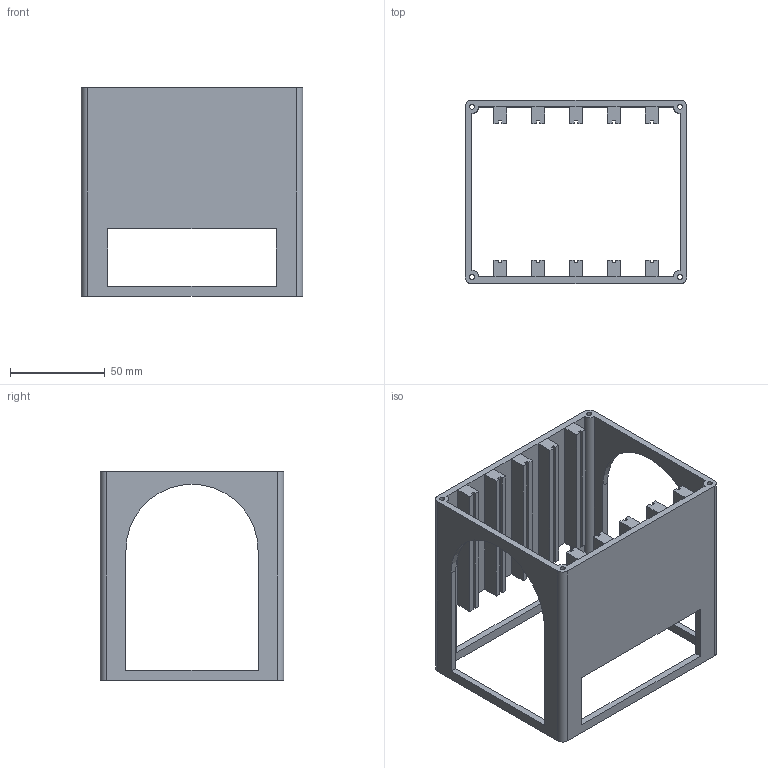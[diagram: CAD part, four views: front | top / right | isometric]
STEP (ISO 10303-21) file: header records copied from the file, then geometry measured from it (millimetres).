
FILE_DESCRIPTION(('FreeCAD Model'),'2;1');
FILE_NAME('Open CASCADE Shape Model','2023-07-10T15:57:14',(''),(''), 'Open CASCADE STEP processor 7.6','FreeCAD','Unknown');
FILE_SCHEMA(('AUTOMOTIVE_DESIGN { 1 0 10303 214 1 1 1 1 }'));
Length unit declared in the file: millimetre
Products named in the file (1): Rail Body
Bounding box: 117 x 97 x 110 mm (x, y, z)
Volume: 139601 mm3; surface area: 80566 mm2
Topology: 1 solids, 1 shells, 126 faces, 358 edges, 232 vertices
Faces by surface type: plane 112, cylinder 14
Full cylindrical faces by diameter (mm): 2.667 x4
Entity records: 8728 total; most frequent: CARTESIAN_POINT 1445, DIRECTION 1354, LINE 1018, VECTOR 1018, ORIENTED_EDGE 716, PCURVE 716, DEFINITIONAL_REPRESENTATION 716, EDGE_CURVE 358
